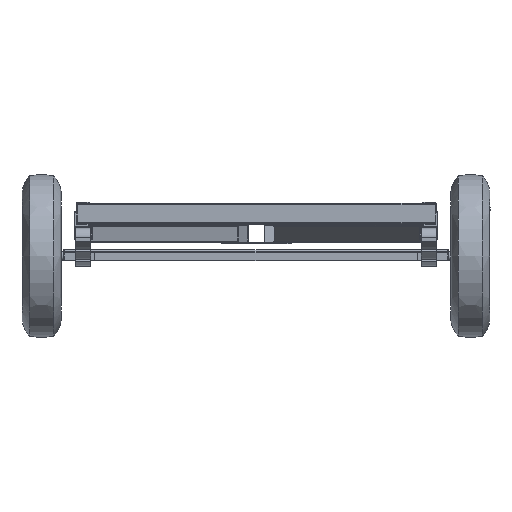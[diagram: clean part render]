
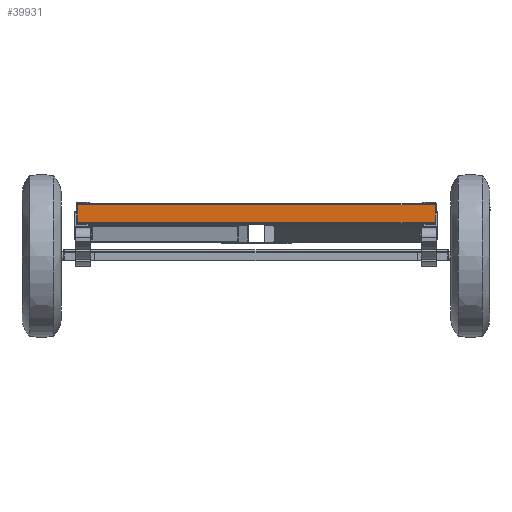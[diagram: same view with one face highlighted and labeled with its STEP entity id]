
A CAD part, left-side view. The second image highlights one B-rep face of the part: STEP entity #39931.
In plain terms, the highlighted free-form (B-spline) face has degree [1, 1] with [2, 2] control points.
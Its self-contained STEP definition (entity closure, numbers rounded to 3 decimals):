
#12146=VERTEX_POINT('',#52529);
#12147=VERTEX_POINT('',#52531);
#12150=VERTEX_POINT('',#52547);
#12167=VERTEX_POINT('',#52586);
#15665=LINE('',#52530,#46757);
#15669=LINE('',#52546,#46761);
#15680=LINE('',#52585,#46772);
#15681=LINE('',#52587,#46773);
#18308=EDGE_CURVE('',#12146,#12147,#15665,.T.);
#18313=EDGE_CURVE('',#12146,#12150,#15669,.T.);
#18331=EDGE_CURVE('',#12150,#12167,#15680,.T.);
#18332=EDGE_CURVE('',#12167,#12147,#15681,.T.);
#24518=ORIENTED_EDGE('',*,*,#18313,.T.);
#24519=ORIENTED_EDGE('',*,*,#18331,.T.);
#24520=ORIENTED_EDGE('',*,*,#18332,.T.);
#24521=ORIENTED_EDGE('',*,*,#18308,.F.);
#34667=EDGE_LOOP('',(#24518,#24519,#24520,#24521));
#37299=FACE_BOUND('',#34667,.T.);
#39931=ADVANCED_FACE('',(#37299),#42198,.T.);
#42198=B_SPLINE_SURFACE_WITH_KNOTS('',1,1,((#52581,#52582),(#52583,#52584)),
.UNSPECIFIED.,.F.,.F.,.U.,(2,2),(2,2),(0.,60.325),(0.,
1211.263),.UNSPECIFIED.);
#46757=VECTOR('',#80008,1.);
#46761=VECTOR('',#80014,1.);
#46772=VECTOR('',#80039,1.);
#46773=VECTOR('',#80040,1.);
#52529=CARTESIAN_POINT('',(0.,604.838,68.263));
#52530=CARTESIAN_POINT('',(0.,604.838,68.263));
#52531=CARTESIAN_POINT('',(0.,-606.425,68.263));
#52546=CARTESIAN_POINT('',(0.,604.838,68.263));
#52547=CARTESIAN_POINT('',(0.,604.838,7.938));
#52581=CARTESIAN_POINT('',(0.,604.838,68.263));
#52582=CARTESIAN_POINT('',(0.,-606.425,68.263));
#52583=CARTESIAN_POINT('',(0.,604.838,7.938));
#52584=CARTESIAN_POINT('',(0.,-606.425,7.938));
#52585=CARTESIAN_POINT('',(0.,604.838,7.938));
#52586=CARTESIAN_POINT('',(0.,-606.425,7.938));
#52587=CARTESIAN_POINT('',(0.,-606.425,7.938));
#80008=DIRECTION('',(0.,-1.,0.));
#80014=DIRECTION('',(0.,0.,-1.));
#80039=DIRECTION('',(0.,-1.,0.));
#80040=DIRECTION('',(0.,0.,1.));
